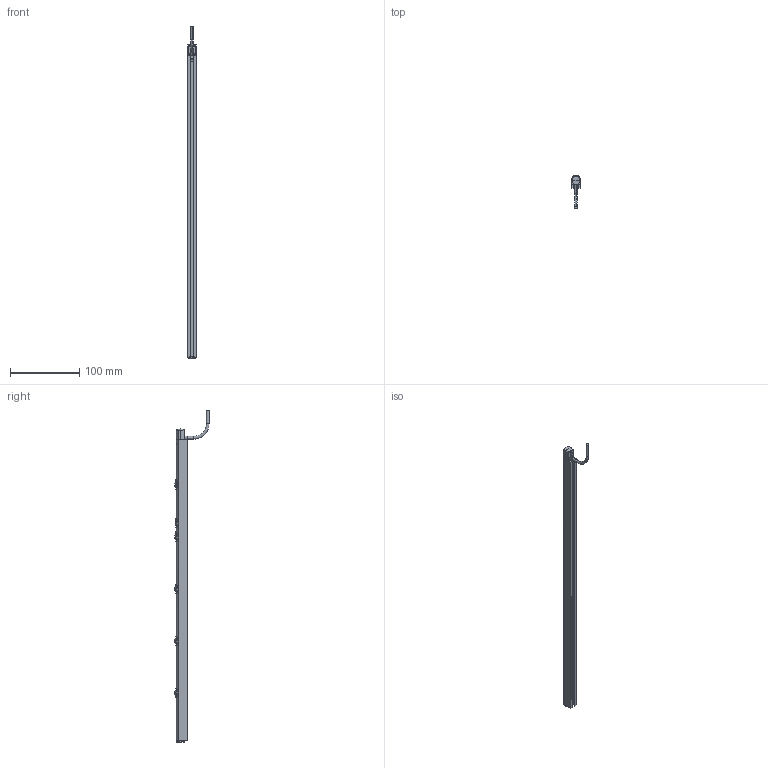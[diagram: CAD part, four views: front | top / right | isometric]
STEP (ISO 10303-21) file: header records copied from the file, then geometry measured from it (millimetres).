
FILE_DESCRIPTION((''),'2;1');
FILE_NAME('223799_ASM','2021-10-25T10:39:57',('PDMAdmin'),('BANNER ENGINEERING'),'CREO PARAMETRIC BY PTC INC, 2019292','CREO PARAMETRIC BY PTC INC, 2019292','');
FILE_SCHEMA(('CONFIG_CONTROL_DESIGN'));
Products named in the file (3): 223799_SM01; TTR_WEB_CABLE_SNUB; 223799_ASM
Assembly tree (2 placements, depth 2):
  223799_ASM
    223799_SM01
    TTR_WEB_CABLE_SNUB
Bounding box: 12 x 49.1 x 478.05 mm (x, y, z)
Volume: 73039.6 mm3; surface area: 34129.8 mm2
Topology: 2 solids, 2 shells, 1105 faces, 2963 edges, 1814 vertices
Faces by surface type: bspline 426, plane 317, cylinder 209, cone 73, sphere 26, torus 22, revolution 20, extrusion 12
Entity records: 73109 total; most frequent: CARTESIAN_POINT 49629, ORIENTED_EDGE 5882, DIRECTION 3486, EDGE_CURVE 2941, VERTEX_POINT 1814, B_SPLINE_CURVE_WITH_KNOTS 1433, AXIS2_PLACEMENT_3D 1262, EDGE_LOOP 1135
